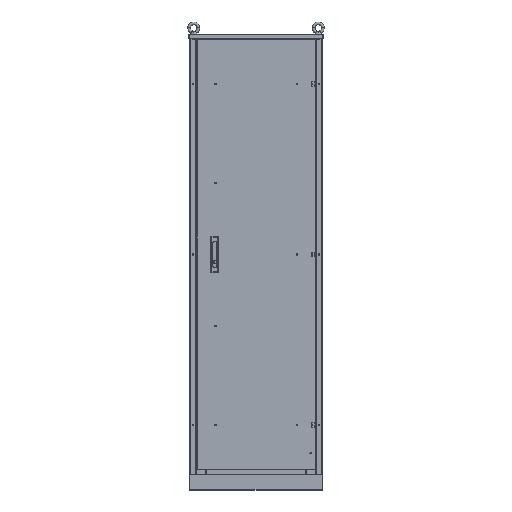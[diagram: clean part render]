
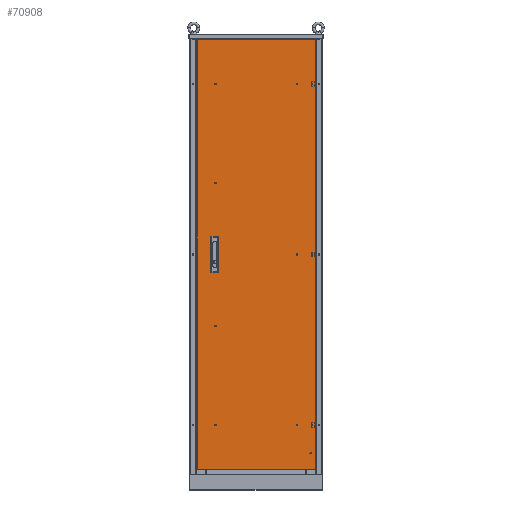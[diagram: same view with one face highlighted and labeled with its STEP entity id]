
A CAD part, top view. The second image highlights one B-rep face of the part: STEP entity #70908.
In plain terms, the highlighted planar face has unit normal (0, 0, 1).
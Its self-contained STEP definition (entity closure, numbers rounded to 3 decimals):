
#758 = DIRECTION ( 'NONE',  ( 0., -1., 0. ) ) ;
#2949 = EDGE_LOOP ( 'NONE', ( #62985, #58474, #98584, #77812 ) ) ;
#3963 = DIRECTION ( 'NONE',  ( -1., 0., 0. ) ) ;
#5278 = CARTESIAN_POINT ( 'NONE',  ( -445.5, 75.25, 1.5 ) ) ;
#7146 = CARTESIAN_POINT ( 'NONE',  ( -471., 24.75, 1.5 ) ) ;
#7412 = ORIENTED_EDGE ( 'NONE', *, *, #25245, .F. ) ;
#7946 = CARTESIAN_POINT ( 'NONE',  ( -540., -978.5, 1.5 ) ) ;
#9539 = VERTEX_POINT ( 'NONE', #88466 ) ;
#9545 = VECTOR ( 'NONE', #31080, 1000. ) ;
#10618 = CARTESIAN_POINT ( 'NONE',  ( -471., -24.75, 1.5 ) ) ;
#11372 = FACE_BOUND ( 'NONE', #13407, .T. ) ;
#13251 = VECTOR ( 'NONE', #758, 1000. ) ;
#13407 = EDGE_LOOP ( 'NONE', ( #78831, #17155, #93775, #7412 ) ) ;
#14864 = CARTESIAN_POINT ( 'NONE',  ( -471., 75.25, 1.5 ) ) ;
#15071 = DIRECTION ( 'NONE',  ( 1., 0., 0. ) ) ;
#15119 = ORIENTED_EDGE ( 'NONE', *, *, #59098, .F. ) ;
#15335 = DIRECTION ( 'NONE',  ( 0., 0., 1. ) ) ;
#15341 = VECTOR ( 'NONE', #61170, 1000. ) ;
#15881 = LINE ( 'NONE', #86595, #89688 ) ;
#15937 = VERTEX_POINT ( 'NONE', #14864 ) ;
#16794 = CARTESIAN_POINT ( 'NONE',  ( -540., 978.5, 1.5 ) ) ;
#16955 = EDGE_CURVE ( 'NONE', #58442, #84525, #53560, .T. ) ;
#17155 = ORIENTED_EDGE ( 'NONE', *, *, #40555, .F. ) ;
#22061 = DIRECTION ( 'NONE',  ( 0., 1., 0. ) ) ;
#23271 = CARTESIAN_POINT ( 'NONE',  ( -445.5, -75.25, 1.5 ) ) ;
#25065 = CARTESIAN_POINT ( 'NONE',  ( -540., -978.5, 1.5 ) ) ;
#25245 = EDGE_CURVE ( 'NONE', #56622, #58513, #52330, .T. ) ;
#28002 = VERTEX_POINT ( 'NONE', #7146 ) ;
#29798 = LINE ( 'NONE', #53687, #9545 ) ;
#30395 = VECTOR ( 'NONE', #15071, 1000. ) ;
#31080 = DIRECTION ( 'NONE',  ( -1., 0., 0. ) ) ;
#31146 = CARTESIAN_POINT ( 'NONE',  ( -445.5, -24.75, 1.5 ) ) ;
#32107 = VECTOR ( 'NONE', #3963, 1000. ) ;
#33197 = LINE ( 'NONE', #7946, #15341 ) ;
#35527 = EDGE_CURVE ( 'NONE', #58513, #45906, #72367, .T. ) ;
#37120 = CARTESIAN_POINT ( 'NONE',  ( -471., 75.25, 1.5 ) ) ;
#39532 = DIRECTION ( 'NONE',  ( 0., -1., 0. ) ) ;
#40005 = VERTEX_POINT ( 'NONE', #45465 ) ;
#40072 = DIRECTION ( 'NONE',  ( -1., 0., 0. ) ) ;
#40470 = VECTOR ( 'NONE', #50799, 1000. ) ;
#40555 = EDGE_CURVE ( 'NONE', #45906, #40005, #70789, .T. ) ;
#43760 = EDGE_CURVE ( 'NONE', #15937, #28002, #76816, .T. ) ;
#44847 = ORIENTED_EDGE ( 'NONE', *, *, #43760, .F. ) ;
#45465 = CARTESIAN_POINT ( 'NONE',  ( -445.5, -75.25, 1.5 ) ) ;
#45593 = PLANE ( 'NONE',  #86596 ) ;
#45906 = VERTEX_POINT ( 'NONE', #72891 ) ;
#47097 = EDGE_LOOP ( 'NONE', ( #15119, #44847, #60887, #90268 ) ) ;
#48685 = DIRECTION ( 'NONE',  ( 1., 0., 0. ) ) ;
#50431 = CARTESIAN_POINT ( 'NONE',  ( 0., -978.5, 1.5 ) ) ;
#50799 = DIRECTION ( 'NONE',  ( 0., 1., 0. ) ) ;
#51155 = LINE ( 'NONE', #75239, #91615 ) ;
#52330 = LINE ( 'NONE', #64837, #32107 ) ;
#53011 = CARTESIAN_POINT ( 'NONE',  ( -471., -75.25, 1.5 ) ) ;
#53245 = CARTESIAN_POINT ( 'NONE',  ( 0., 0., 1.5 ) ) ;
#53560 = LINE ( 'NONE', #62691, #91641 ) ;
#53687 = CARTESIAN_POINT ( 'NONE',  ( -471., 75.25, 1.5 ) ) ;
#54298 = VECTOR ( 'NONE', #90304, 1000. ) ;
#56622 = VERTEX_POINT ( 'NONE', #31146 ) ;
#58375 = LINE ( 'NONE', #5278, #40470 ) ;
#58442 = VERTEX_POINT ( 'NONE', #85764 ) ;
#58474 = ORIENTED_EDGE ( 'NONE', *, *, #73035, .T. ) ;
#58513 = VERTEX_POINT ( 'NONE', #10618 ) ;
#59098 = EDGE_CURVE ( 'NONE', #28002, #59725, #15881, .T. ) ;
#59725 = VERTEX_POINT ( 'NONE', #80948 ) ;
#60297 = LINE ( 'NONE', #23271, #82858 ) ;
#60887 = ORIENTED_EDGE ( 'NONE', *, *, #96644, .F. ) ;
#61170 = DIRECTION ( 'NONE',  ( 1., 0., 0. ) ) ;
#62691 = CARTESIAN_POINT ( 'NONE',  ( -540., 978.5, 1.5 ) ) ;
#62985 = ORIENTED_EDGE ( 'NONE', *, *, #78072, .T. ) ;
#64837 = CARTESIAN_POINT ( 'NONE',  ( -471., -24.75, 1.5 ) ) ;
#64912 = FACE_OUTER_BOUND ( 'NONE', #2949, .T. ) ;
#67033 = VERTEX_POINT ( 'NONE', #50431 ) ;
#67936 = EDGE_CURVE ( 'NONE', #67033, #58442, #51155, .T. ) ;
#68499 = DIRECTION ( 'NONE',  ( 1., 0., 0. ) ) ;
#68820 = DIRECTION ( 'NONE',  ( 0., 1., 0. ) ) ;
#70789 = LINE ( 'NONE', #53011, #30395 ) ;
#70908 = ADVANCED_FACE ( 'NONE', ( #85110, #11372, #64912 ), #45593, .T. ) ;
#71466 = LINE ( 'NONE', #91921, #13251 ) ;
#72367 = LINE ( 'NONE', #93066, #74747 ) ;
#72891 = CARTESIAN_POINT ( 'NONE',  ( -471., -75.25, 1.5 ) ) ;
#73035 = EDGE_CURVE ( 'NONE', #76536, #67033, #33197, .T. ) ;
#74747 = VECTOR ( 'NONE', #39532, 1000. ) ;
#75239 = CARTESIAN_POINT ( 'NONE',  ( 0., 978.5, 1.5 ) ) ;
#76536 = VERTEX_POINT ( 'NONE', #25065 ) ;
#76816 = LINE ( 'NONE', #37120, #54298 ) ;
#77812 = ORIENTED_EDGE ( 'NONE', *, *, #16955, .T. ) ;
#78072 = EDGE_CURVE ( 'NONE', #84525, #76536, #71466, .T. ) ;
#78831 = ORIENTED_EDGE ( 'NONE', *, *, #81326, .F. ) ;
#80948 = CARTESIAN_POINT ( 'NONE',  ( -445.5, 24.75, 1.5 ) ) ;
#81326 = EDGE_CURVE ( 'NONE', #40005, #56622, #60297, .T. ) ;
#82858 = VECTOR ( 'NONE', #68820, 1000. ) ;
#84525 = VERTEX_POINT ( 'NONE', #16794 ) ;
#85110 = FACE_BOUND ( 'NONE', #47097, .T. ) ;
#85764 = CARTESIAN_POINT ( 'NONE',  ( 0., 978.5, 1.5 ) ) ;
#86595 = CARTESIAN_POINT ( 'NONE',  ( -471., 24.75, 1.5 ) ) ;
#86596 = AXIS2_PLACEMENT_3D ( 'NONE', #53245, #15335, #68499 ) ;
#88466 = CARTESIAN_POINT ( 'NONE',  ( -445.5, 75.25, 1.5 ) ) ;
#89688 = VECTOR ( 'NONE', #48685, 1000. ) ;
#90268 = ORIENTED_EDGE ( 'NONE', *, *, #91563, .F. ) ;
#90304 = DIRECTION ( 'NONE',  ( 0., -1., 0. ) ) ;
#91563 = EDGE_CURVE ( 'NONE', #59725, #9539, #58375, .T. ) ;
#91615 = VECTOR ( 'NONE', #22061, 1000. ) ;
#91641 = VECTOR ( 'NONE', #40072, 1000. ) ;
#91921 = CARTESIAN_POINT ( 'NONE',  ( -540., 978.5, 1.5 ) ) ;
#93066 = CARTESIAN_POINT ( 'NONE',  ( -471., -75.25, 1.5 ) ) ;
#93775 = ORIENTED_EDGE ( 'NONE', *, *, #35527, .F. ) ;
#96644 = EDGE_CURVE ( 'NONE', #9539, #15937, #29798, .T. ) ;
#98584 = ORIENTED_EDGE ( 'NONE', *, *, #67936, .T. ) ;
